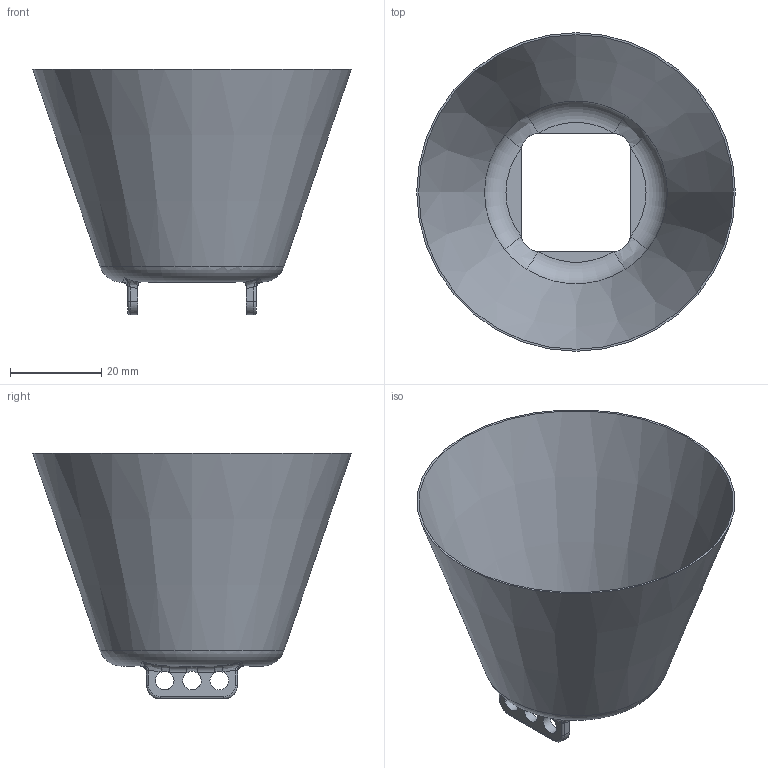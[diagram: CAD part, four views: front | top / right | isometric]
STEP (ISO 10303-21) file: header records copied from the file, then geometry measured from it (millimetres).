
FILE_DESCRIPTION( ( '' ), ' ' );
FILE_NAME( '57024afce4b0bd431e251b34.step', '2016-04-04T11:07:41', ( '' ), ( '' ), ' ', ' ', ' ' );
FILE_SCHEMA( ( 'AUTOMOTIVE_DESIGN { 1 0 10303 214 1 1 1 1 }' ) );
Length unit declared in the file: metre
Products named in the file (1): lamp
Bounding box: 70 x 70 x 54 mm (x, y, z)
Volume: 4254.3 mm3; surface area: 18105.2 mm2
Topology: 1 solids, 1 shells, 80 faces, 219 edges, 130 vertices
Faces by surface type: bspline 30, cylinder 20, plane 19, torus 9, cone 2
Full cylindrical faces by diameter (mm): 4.1 x6
Entity records: 6032 total; most frequent: CARTESIAN_POINT 3623, ORIENTED_EDGE 394, DIRECTION 332, EDGE_CURVE 197, AXIS2_PLACEMENT_3D 146, VERTEX_POINT 121, EDGE_LOOP 96, CIRCLE 95
